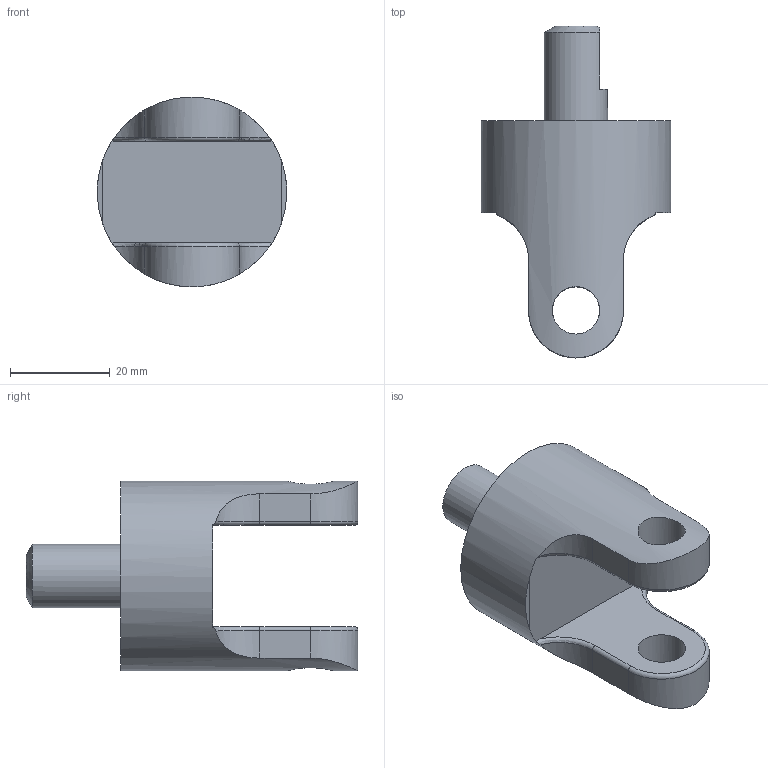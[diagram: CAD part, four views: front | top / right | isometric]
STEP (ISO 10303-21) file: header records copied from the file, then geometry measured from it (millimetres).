
FILE_DESCRIPTION(/* description */ (''),/* implementation_level */ '2;1');
FILE_NAME(/* name */ 'yoke_male.stp',/* time_stamp */ '2021-09-28T11:32:53-03:00',/* author */ ('cecilia'),/* organization */ (''),/* preprocessor_version */ 'ST-DEVELOPER v17',/* originating_system */ 'Autodesk Inventor 2019',/* authorisation */ '');
FILE_SCHEMA (('AUTOMOTIVE_DESIGN { 1 0 10303 214 3 1 1 }'));
Length unit declared in the file: inch
Products named in the file (1): yoke_male
Bounding box: 38.1 x 66.67 x 38.1 mm (x, y, z)
Volume: 30806.9 mm3; surface area: 8188.8 mm2
Topology: 1 solids, 1 shells, 34 faces, 90 edges, 58 vertices
Faces by surface type: cylinder 16, plane 11, torus 6, cone 1
Full cylindrical faces by diameter (mm): 9.525 x2, 12.7 x1, 38.1 x1
Entity records: 1280 total; most frequent: CARTESIAN_POINT 404, ORIENTED_EDGE 180, DIRECTION 169, EDGE_CURVE 90, AXIS2_PLACEMENT_3D 68, VERTEX_POINT 58, EDGE_LOOP 38, FACE_OUTER_BOUND 34
